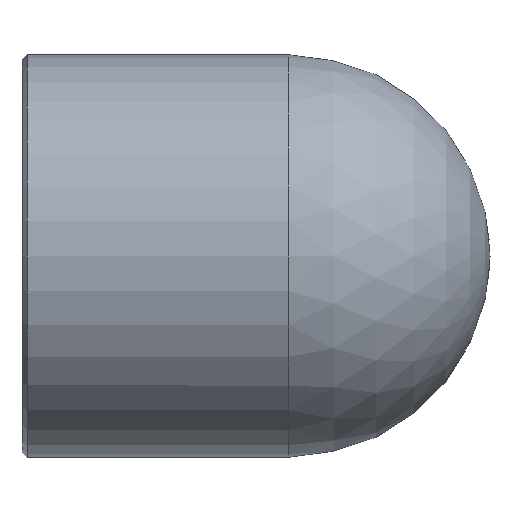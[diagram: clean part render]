
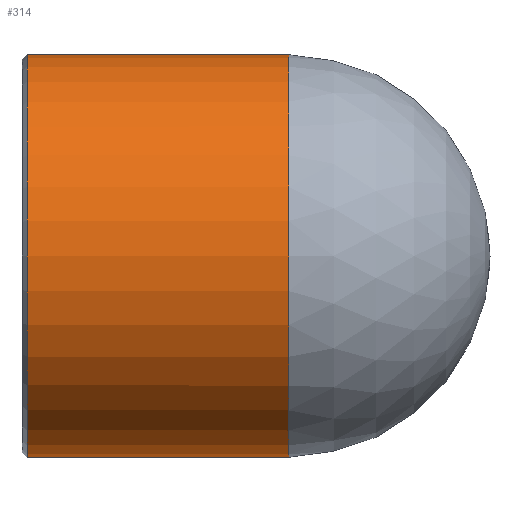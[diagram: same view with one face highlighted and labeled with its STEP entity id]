
A CAD part, left-side view. The second image highlights one B-rep face of the part: STEP entity #314.
In plain terms, the highlighted cylindrical face has radius 20 mm (diameter 40 mm), a full revolution.
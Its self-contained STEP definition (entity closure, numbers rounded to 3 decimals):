
#21=B_SPLINE_CURVE_WITH_KNOTS('',3,(#530,#531,#532,#533,#534,#535,#536),
 .UNSPECIFIED.,.F.,.F.,(4,1,1,1,4),(0.,0.528,1.056,
1.584,1.848),.UNSPECIFIED.);
#22=B_SPLINE_CURVE_WITH_KNOTS('',3,(#539,#540,#541,#542,#543,#544,#545),
 .UNSPECIFIED.,.F.,.F.,(4,1,1,1,4),(1.849,2.113,2.641,
3.169,3.697),.UNSPECIFIED.);
#35=CYLINDRICAL_SURFACE('',#366,20.);
#50=FACE_OUTER_BOUND('',#72,.T.);
#72=EDGE_LOOP('',(#231,#232,#233,#234,#235,#236,#237));
#91=LINE('',#528,#101);
#101=VECTOR('',#434,20.);
#115=CIRCLE('',#362,20.);
#116=CIRCLE('',#363,20.);
#118=CIRCLE('',#367,20.);
#141=VERTEX_POINT('',#518);
#142=VERTEX_POINT('',#520);
#144=VERTEX_POINT('',#527);
#145=VERTEX_POINT('',#529);
#146=VERTEX_POINT('',#537);
#174=EDGE_CURVE('',#141,#142,#115,.T.);
#175=EDGE_CURVE('',#142,#141,#116,.T.);
#177=EDGE_CURVE('',#142,#144,#91,.T.);
#178=EDGE_CURVE('',#145,#144,#21,.T.);
#179=EDGE_CURVE('',#145,#146,#118,.T.);
#180=EDGE_CURVE('',#144,#146,#22,.T.);
#231=ORIENTED_EDGE('',*,*,#174,.F.);
#232=ORIENTED_EDGE('',*,*,#175,.F.);
#233=ORIENTED_EDGE('',*,*,#177,.T.);
#234=ORIENTED_EDGE('',*,*,#178,.F.);
#235=ORIENTED_EDGE('',*,*,#179,.T.);
#236=ORIENTED_EDGE('',*,*,#180,.F.);
#237=ORIENTED_EDGE('',*,*,#177,.F.);
#314=ADVANCED_FACE('',(#50),#35,.T.);
#362=AXIS2_PLACEMENT_3D('',#521,#424,#425);
#363=AXIS2_PLACEMENT_3D('',#522,#426,#427);
#366=AXIS2_PLACEMENT_3D('',#526,#432,#433);
#367=AXIS2_PLACEMENT_3D('',#538,#435,#436);
#424=DIRECTION('center_axis',(0.,1.,0.));
#425=DIRECTION('ref_axis',(1.,0.,0.));
#426=DIRECTION('center_axis',(0.,1.,0.));
#427=DIRECTION('ref_axis',(1.,0.,0.));
#432=DIRECTION('center_axis',(0.,1.,0.));
#433=DIRECTION('ref_axis',(-1.,0.,0.));
#434=DIRECTION('',(0.,-1.,0.));
#435=DIRECTION('center_axis',(0.,1.,0.));
#436=DIRECTION('ref_axis',(1.,0.,0.));
#518=CARTESIAN_POINT('',(-20.,32.5,0.));
#520=CARTESIAN_POINT('',(20.,32.5,0.));
#521=CARTESIAN_POINT('Origin',(0.,32.5,0.));
#522=CARTESIAN_POINT('Origin',(0.,32.5,0.));
#526=CARTESIAN_POINT('Origin',(0.,19.75,0.));
#527=CARTESIAN_POINT('',(19.999,15.499,0.001));
#528=CARTESIAN_POINT('',(20.,19.75,0.));
#529=CARTESIAN_POINT('',(15.374,6.5,-12.792));
#530=CARTESIAN_POINT('Ctrl Pts',(15.374,6.5,-12.792));
#531=CARTESIAN_POINT('Ctrl Pts',(15.901,8.009,-12.158));
#532=CARTESIAN_POINT('Ctrl Pts',(17.154,10.728,-10.488));
#533=CARTESIAN_POINT('Ctrl Pts',(18.923,13.805,-6.938));
#534=CARTESIAN_POINT('Ctrl Pts',(19.857,15.277,-3.203));
#535=CARTESIAN_POINT('Ctrl Pts',(19.998,15.498,-0.801));
#536=CARTESIAN_POINT('Ctrl Pts',(19.999,15.498,0.));
#537=CARTESIAN_POINT('',(15.374,6.5,12.792));
#538=CARTESIAN_POINT('Origin',(0.,6.5,0.));
#539=CARTESIAN_POINT('Ctrl Pts',(19.999,15.498,0.001));
#540=CARTESIAN_POINT('Ctrl Pts',(19.999,15.499,0.801));
#541=CARTESIAN_POINT('Ctrl Pts',(19.859,15.278,3.203));
#542=CARTESIAN_POINT('Ctrl Pts',(18.923,13.805,6.936));
#543=CARTESIAN_POINT('Ctrl Pts',(17.154,10.728,10.488));
#544=CARTESIAN_POINT('Ctrl Pts',(15.901,8.009,12.158));
#545=CARTESIAN_POINT('Ctrl Pts',(15.374,6.5,12.792));
